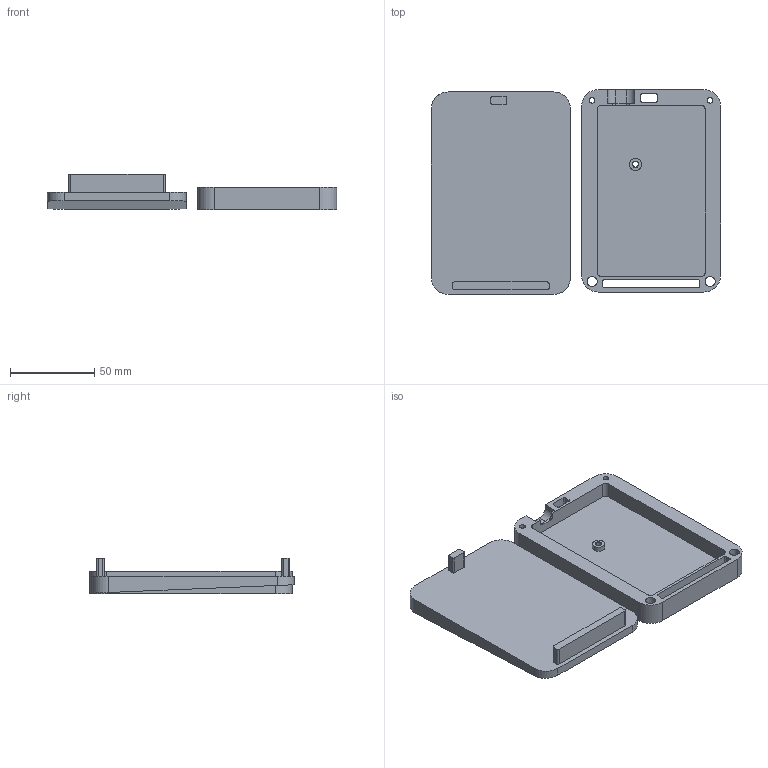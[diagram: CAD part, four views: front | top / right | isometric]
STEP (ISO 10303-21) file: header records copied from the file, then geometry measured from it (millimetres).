
FILE_DESCRIPTION(/* description */ ('KiCad electronic assembly'),/* implementation_level */ '2;1');
FILE_NAME(/* name */ 'UtiliPadFinal [BOT].step',/* time_stamp */ '2024-10-21T23:10:35-04:00',/* author */ (''),/* organization */ (''),/* preprocessor_version */ 'ST-DEVELOPER v20',/* originating_system */ 'Autodesk Translation Framework v13.20.0.188',/* authorisation */ '');
FILE_SCHEMA (('AUTOMOTIVE_DESIGN { 1 0 10303 214 3 1 1 }'));
Length unit declared in the file: millimetre
Products named in the file (10): iCtrl 1; M3x12 SHCS v1; M3x12 SHCS v1 (1); Document; M3 Threaded Insert v3; M2 x 0.4mm Thread 5mm LONG SOCKET HEAD CAP SCREW; Stand; Top; Body ; KeyPlate
Assembly tree (14 placements, depth 2):
  iCtrl 1
    M3x12 SHCS v1  x2
    M3x12 SHCS v1 (1)  x2
    Document
    M3 Threaded Insert v3  x4
    M2 x 0.4mm Thread 5mm LONG SOCKET HEAD CAP SCREW
    Stand
    Top
    Body 
    KeyPlate
Bounding box: 171.59 x 121.31 x 21.33 mm (x, y, z)
Volume: 140606.2 mm3; surface area: 54189.6 mm2
Topology: 2 solids, 2 shells, 91 faces, 241 edges, 159 vertices
Faces by surface type: plane 45, cylinder 40, torus 5, cone 1
Full cylindrical faces by diameter (mm): 3.3 x1, 3.4 x2, 6 x4, 7.2 x1
Entity records: 3231 total; most frequent: DIRECTION 563, CARTESIAN_POINT 515, ORIENTED_EDGE 482, EDGE_CURVE 241, AXIS2_PLACEMENT_3D 207, VERTEX_POINT 159, LINE 149, VECTOR 149
